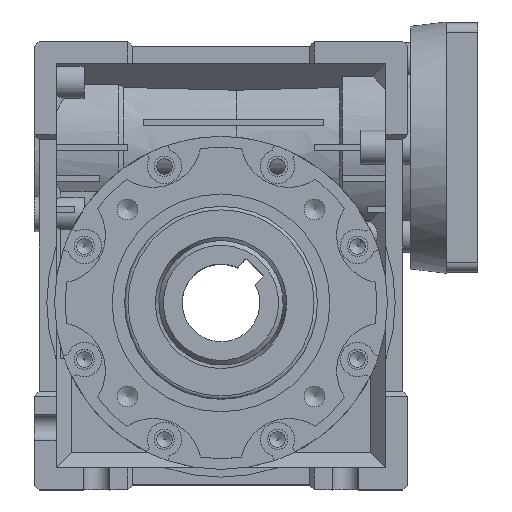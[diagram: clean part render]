
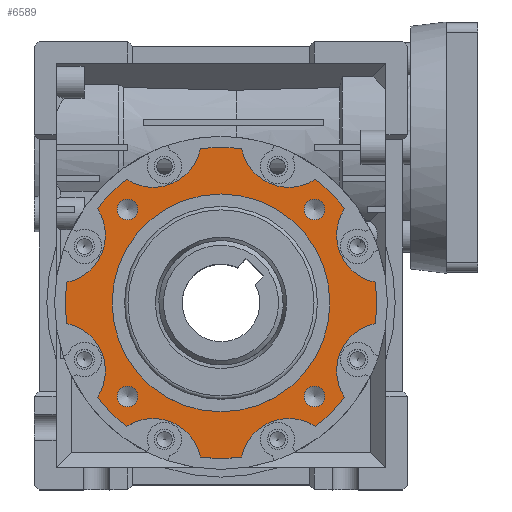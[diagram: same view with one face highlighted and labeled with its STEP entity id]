
A CAD part, top view. The second image highlights one B-rep face of the part: STEP entity #6589.
In plain terms, the highlighted planar face has unit normal (0, 0, 1).
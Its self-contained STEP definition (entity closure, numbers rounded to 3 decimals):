
#6589=ADVANCED_FACE('',(#23330,#23332,#23334,#23336,#23338,#23340),#23342,.F.);
#23330=FACE_BOUND('',#23331,.T.);
#23331=EDGE_LOOP('',(#60455,#60456,#60457,#60458,#60459,#60460,#60461,#60462,#60463,
#60464,#60465,#60466,#60467,#60468,#60469,#60470));
#23332=FACE_BOUND('',#23333,.T.);
#23333=EDGE_LOOP('',(#60471));
#23334=FACE_BOUND('',#23335,.T.);
#23335=EDGE_LOOP('',(#60472));
#23336=FACE_BOUND('',#23337,.T.);
#23337=EDGE_LOOP('',(#60473));
#23338=FACE_BOUND('',#23339,.T.);
#23339=EDGE_LOOP('',(#60474));
#23340=FACE_BOUND('',#23341,.T.);
#23341=EDGE_LOOP('',(#60475));
#23342=PLANE('',#23343);
#23343=AXIS2_PLACEMENT_3D('',#23344,#23345,#23346);
#23344=CARTESIAN_POINT('',(82.907,0.6,43.5));
#23345=DIRECTION('',(0.,0.,-1.));
#23346=DIRECTION('',(0.,-1.,0.));
#60455=ORIENTED_EDGE('',*,*,#67938,.T.);
#60456=ORIENTED_EDGE('',*,*,#67986,.F.);
#60457=ORIENTED_EDGE('',*,*,#67940,.T.);
#60458=ORIENTED_EDGE('',*,*,#67888,.F.);
#60459=ORIENTED_EDGE('',*,*,#67935,.T.);
#60460=ORIENTED_EDGE('',*,*,#67891,.T.);
#60461=ORIENTED_EDGE('',*,*,#67943,.T.);
#60462=ORIENTED_EDGE('',*,*,#67987,.F.);
#60463=ORIENTED_EDGE('',*,*,#67946,.T.);
#60464=ORIENTED_EDGE('',*,*,#67988,.F.);
#60465=ORIENTED_EDGE('',*,*,#67950,.T.);
#60466=ORIENTED_EDGE('',*,*,#67989,.F.);
#60467=ORIENTED_EDGE('',*,*,#67954,.T.);
#60468=ORIENTED_EDGE('',*,*,#67990,.F.);
#60469=ORIENTED_EDGE('',*,*,#67983,.T.);
#60470=ORIENTED_EDGE('',*,*,#67991,.F.);
#60471=ORIENTED_EDGE('',*,*,#67837,.T.);
#60472=ORIENTED_EDGE('',*,*,#67834,.T.);
#60473=ORIENTED_EDGE('',*,*,#67899,.F.);
#60474=ORIENTED_EDGE('',*,*,#67843,.T.);
#60475=ORIENTED_EDGE('',*,*,#67840,.T.);
#67834=EDGE_CURVE('',#73516,#73516,#73517,.T.);
#67837=EDGE_CURVE('',#73522,#73522,#73523,.T.);
#67840=EDGE_CURVE('',#73528,#73528,#73529,.T.);
#67843=EDGE_CURVE('',#73534,#73534,#73535,.T.);
#67888=EDGE_CURVE('',#73623,#73625,#73626,.T.);
#67891=EDGE_CURVE('',#73631,#73629,#73632,.T.);
#67899=EDGE_CURVE('',#73646,#73646,#73647,.T.);
#67935=EDGE_CURVE('',#73623,#73631,#73717,.T.);
#67938=EDGE_CURVE('',#73723,#73721,#73724,.T.);
#67940=EDGE_CURVE('',#73726,#73625,#73727,.T.);
#67943=EDGE_CURVE('',#73629,#73731,#73732,.T.);
#67946=EDGE_CURVE('',#73736,#73737,#73738,.T.);
#67950=EDGE_CURVE('',#73744,#73745,#73746,.T.);
#67954=EDGE_CURVE('',#73752,#73753,#73754,.T.);
#67983=EDGE_CURVE('',#73791,#73792,#73793,.T.);
#67986=EDGE_CURVE('',#73726,#73721,#73796,.T.);
#67987=EDGE_CURVE('',#73736,#73731,#73797,.T.);
#67988=EDGE_CURVE('',#73744,#73737,#73798,.T.);
#67989=EDGE_CURVE('',#73752,#73745,#73799,.T.);
#67990=EDGE_CURVE('',#73791,#73753,#73800,.T.);
#67991=EDGE_CURVE('',#73723,#73792,#73801,.T.);
#73516=VERTEX_POINT('',#86895);
#73517=CIRCLE('',#86896,3.323);
#73522=VERTEX_POINT('',#86910);
#73523=CIRCLE('',#86911,3.323);
#73528=VERTEX_POINT('',#86925);
#73529=CIRCLE('',#86926,3.323);
#73534=VERTEX_POINT('',#86940);
#73535=CIRCLE('',#86941,3.323);
#73623=VERTEX_POINT('',#87149);
#73625=VERTEX_POINT('',#87153);
#73626=CIRCLE('',#87154,15.5);
#73629=VERTEX_POINT('',#87162);
#73631=VERTEX_POINT('',#87166);
#73632=CIRCLE('',#87167,15.5);
#73646=VERTEX_POINT('',#87204);
#73647=CIRCLE('',#87205,35.);
#73717=CIRCLE('',#87367,50.);
#73721=VERTEX_POINT('',#87377);
#73723=VERTEX_POINT('',#87381);
#73724=CIRCLE('',#87382,50.);
#73726=VERTEX_POINT('',#87389);
#73727=CIRCLE('',#87390,50.);
#73731=VERTEX_POINT('',#87402);
#73732=CIRCLE('',#87403,50.);
#73736=VERTEX_POINT('',#87415);
#73737=VERTEX_POINT('',#87416);
#73738=CIRCLE('',#87417,50.);
#73744=VERTEX_POINT('',#87433);
#73745=VERTEX_POINT('',#87434);
#73746=CIRCLE('',#87435,50.);
#73752=VERTEX_POINT('',#87451);
#73753=VERTEX_POINT('',#87452);
#73754=CIRCLE('',#87453,50.);
#73791=VERTEX_POINT('',#87559);
#73792=VERTEX_POINT('',#87560);
#73793=CIRCLE('',#87561,50.);
#73796=CIRCLE('',#87571,15.5);
#73797=CIRCLE('',#87575,15.5);
#73798=CIRCLE('',#87579,15.5);
#73799=CIRCLE('',#87583,15.5);
#73800=CIRCLE('',#87587,15.5);
#73801=CIRCLE('',#87591,15.5);
#86895=CARTESIAN_POINT('',(2.255,-16.625,43.5));
#86896=AXIS2_PLACEMENT_3D('',#86897,#86898,#86899);
#86897=CARTESIAN_POINT('',(2.255,-19.948,43.5));
#86898=DIRECTION('',(0.,0.,-1.));
#86899=DIRECTION('',(0.,1.,0.));
#86910=CARTESIAN_POINT('',(62.359,-16.625,43.5));
#86911=AXIS2_PLACEMENT_3D('',#86912,#86913,#86914);
#86912=CARTESIAN_POINT('',(62.359,-19.948,43.5));
#86913=DIRECTION('',(0.,0.,-1.));
#86914=DIRECTION('',(0.,1.,0.));
#86925=CARTESIAN_POINT('',(62.359,-76.729,43.5));
#86926=AXIS2_PLACEMENT_3D('',#86927,#86928,#86929);
#86927=CARTESIAN_POINT('',(62.359,-80.052,43.5));
#86928=DIRECTION('',(0.,0.,-1.));
#86929=DIRECTION('',(0.,1.,0.));
#86940=CARTESIAN_POINT('',(2.255,-76.729,43.5));
#86941=AXIS2_PLACEMENT_3D('',#86942,#86943,#86944);
#86942=CARTESIAN_POINT('',(2.255,-80.052,43.5));
#86943=DIRECTION('',(0.,0.,-1.));
#86944=DIRECTION('',(0.,1.,0.));
#87149=CARTESIAN_POINT('',(25.68,-99.559,43.5));
#87153=CARTESIAN_POINT('',(1.949,-89.729,43.5));
#87154=AXIS2_PLACEMENT_3D('',#87155,#87156,#87157);
#87155=CARTESIAN_POINT('',(10.494,-102.661,43.5));
#87156=DIRECTION('',(0.,-0.,1.));
#87157=DIRECTION('',(0.98,0.2,0.));
#87162=CARTESIAN_POINT('',(62.664,-89.729,43.5));
#87166=CARTESIAN_POINT('',(38.933,-99.559,43.5));
#87167=AXIS2_PLACEMENT_3D('',#87168,#87169,#87170);
#87168=CARTESIAN_POINT('',(54.12,-102.661,43.5));
#87169=DIRECTION('',(0.,0.,-1.));
#87170=DIRECTION('',(-0.98,0.2,-0.));
#87204=CARTESIAN_POINT('',(32.307,-15.,43.5));
#87205=AXIS2_PLACEMENT_3D('',#87206,#87207,#87208);
#87206=CARTESIAN_POINT('',(32.307,-50.,43.5));
#87207=DIRECTION('',(-0.,-0.,1.));
#87208=DIRECTION('',(0.,-1.,0.));
#87367=AXIS2_PLACEMENT_3D('',#87368,#87369,#87370);
#87368=CARTESIAN_POINT('',(32.307,-50.,43.5));
#87369=DIRECTION('',(0.,-0.,1.));
#87370=DIRECTION('',(-0.133,-0.991,0.));
#87377=CARTESIAN_POINT('',(-17.252,-56.627,43.5));
#87381=CARTESIAN_POINT('',(-17.252,-43.373,43.5));
#87382=AXIS2_PLACEMENT_3D('',#87383,#87384,#87385);
#87383=CARTESIAN_POINT('',(32.307,-50.,43.5));
#87384=DIRECTION('',(0.,-0.,1.));
#87385=DIRECTION('',(-0.991,0.133,-0.));
#87389=CARTESIAN_POINT('',(-7.423,-80.358,43.5));
#87390=AXIS2_PLACEMENT_3D('',#87391,#87392,#87393);
#87391=CARTESIAN_POINT('',(32.307,-50.,43.5));
#87392=DIRECTION('',(0.,-0.,1.));
#87393=DIRECTION('',(-0.795,-0.607,0.));
#87402=CARTESIAN_POINT('',(72.036,-80.358,43.5));
#87403=AXIS2_PLACEMENT_3D('',#87404,#87405,#87406);
#87404=CARTESIAN_POINT('',(32.307,-50.,43.5));
#87405=DIRECTION('',(0.,-0.,1.));
#87406=DIRECTION('',(0.607,-0.795,0.));
#87415=CARTESIAN_POINT('',(81.866,-56.627,43.5));
#87416=CARTESIAN_POINT('',(81.866,-43.373,43.5));
#87417=AXIS2_PLACEMENT_3D('',#87418,#87419,#87420);
#87418=CARTESIAN_POINT('',(32.307,-50.,43.5));
#87419=DIRECTION('',(0.,-0.,1.));
#87420=DIRECTION('',(0.991,-0.133,0.));
#87433=CARTESIAN_POINT('',(72.036,-19.642,43.5));
#87434=CARTESIAN_POINT('',(62.664,-10.271,43.5));
#87435=AXIS2_PLACEMENT_3D('',#87436,#87437,#87438);
#87436=CARTESIAN_POINT('',(32.307,-50.,43.5));
#87437=DIRECTION('',(0.,-0.,1.));
#87438=DIRECTION('',(0.795,0.607,0.));
#87451=CARTESIAN_POINT('',(38.933,-0.441,43.5));
#87452=CARTESIAN_POINT('',(25.68,-0.441,43.5));
#87453=AXIS2_PLACEMENT_3D('',#87454,#87455,#87456);
#87454=CARTESIAN_POINT('',(32.307,-50.,43.5));
#87455=DIRECTION('',(0.,-0.,1.));
#87456=DIRECTION('',(0.133,0.991,0.));
#87559=CARTESIAN_POINT('',(1.949,-10.271,43.5));
#87560=CARTESIAN_POINT('',(-7.423,-19.642,43.5));
#87561=AXIS2_PLACEMENT_3D('',#87562,#87563,#87564);
#87562=CARTESIAN_POINT('',(32.307,-50.,43.5));
#87563=DIRECTION('',(0.,-0.,1.));
#87564=DIRECTION('',(-0.607,0.795,-0.));
#87571=AXIS2_PLACEMENT_3D('',#87572,#87573,#87574);
#87572=CARTESIAN_POINT('',(-20.354,-71.813,43.5));
#87573=DIRECTION('',(0.,-0.,1.));
#87574=DIRECTION('',(0.834,-0.551,0.));
#87575=AXIS2_PLACEMENT_3D('',#87576,#87577,#87578);
#87576=CARTESIAN_POINT('',(84.968,-71.813,43.5));
#87577=DIRECTION('',(0.,-0.,1.));
#87578=DIRECTION('',(-0.2,0.98,-0.));
#87579=AXIS2_PLACEMENT_3D('',#87580,#87581,#87582);
#87580=CARTESIAN_POINT('',(84.968,-28.187,43.5));
#87581=DIRECTION('',(0.,-0.,1.));
#87582=DIRECTION('',(-0.834,0.551,-0.));
#87583=AXIS2_PLACEMENT_3D('',#87584,#87585,#87586);
#87584=CARTESIAN_POINT('',(54.12,2.661,43.5));
#87585=DIRECTION('',(0.,-0.,1.));
#87586=DIRECTION('',(-0.98,-0.2,0.));
#87587=AXIS2_PLACEMENT_3D('',#87588,#87589,#87590);
#87588=CARTESIAN_POINT('',(10.494,2.661,43.5));
#87589=DIRECTION('',(0.,-0.,1.));
#87590=DIRECTION('',(-0.551,-0.834,0.));
#87591=AXIS2_PLACEMENT_3D('',#87592,#87593,#87594);
#87592=CARTESIAN_POINT('',(-20.354,-28.187,43.5));
#87593=DIRECTION('',(0.,-0.,1.));
#87594=DIRECTION('',(0.2,-0.98,0.));
